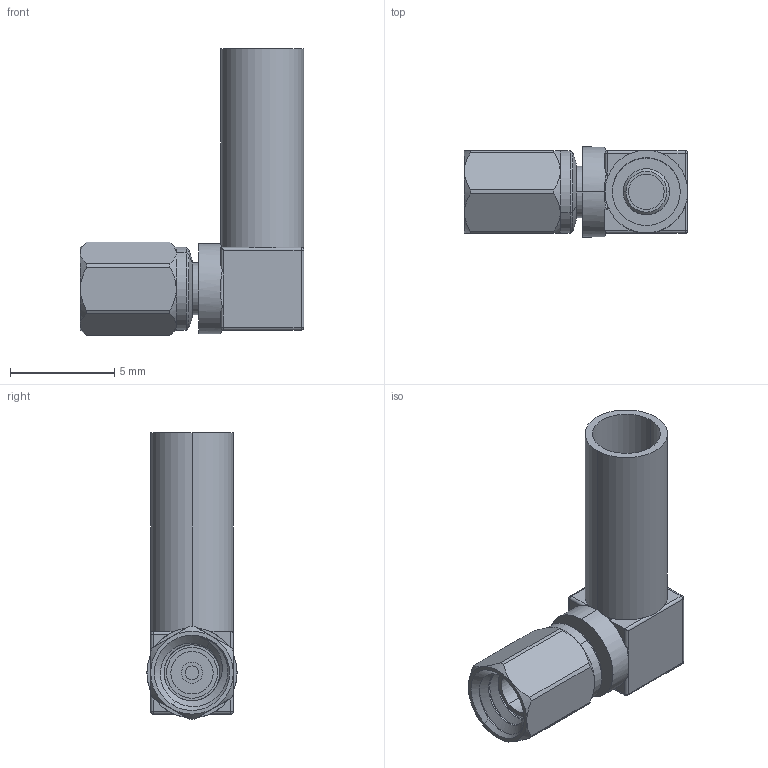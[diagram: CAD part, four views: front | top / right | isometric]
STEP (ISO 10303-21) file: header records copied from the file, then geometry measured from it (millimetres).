
FILE_DESCRIPTION (( 'STEP AP203' ), '1' );
FILE_NAME ('PE45497.step', '2019-07-02T22:27:17', ( '' ), ( '' ), 'SwSTEP 2.0', 'SolidWorks 2018', '' );
FILE_SCHEMA (( 'CONFIG_CONTROL_DESIGN' ));
Length unit declared in the file: inch
Products named in the file (1): PE45497
Bounding box: 10.7 x 4.32 x 13.74 mm (x, y, z)
Volume: 169.1 mm3; surface area: 600 mm2
Topology: 3 solids, 3 shells, 125 faces, 289 edges, 171 vertices
Faces by surface type: cylinder 61, plane 33, cone 21, sphere 7, bspline 3
Entity records: 4470 total; most frequent: CARTESIAN_POINT 1711, ORIENTED_EDGE 564, DIRECTION 557, EDGE_CURVE 282, AXIS2_PLACEMENT_3D 229, VERTEX_POINT 171, EDGE_LOOP 135, FACE_OUTER_BOUND 125
